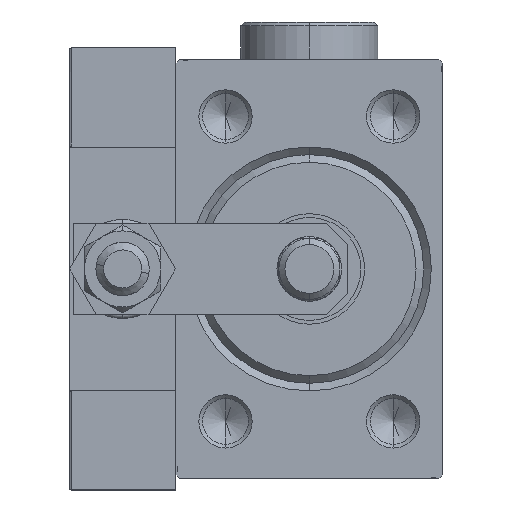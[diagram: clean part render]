
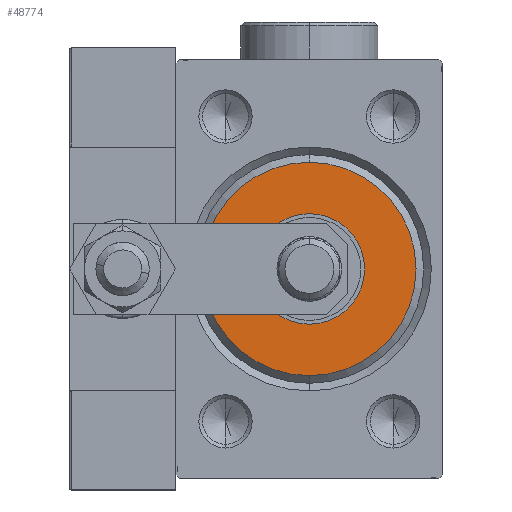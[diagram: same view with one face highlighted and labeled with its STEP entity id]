
A CAD part, left-side view. The second image highlights one B-rep face of the part: STEP entity #48774.
In plain terms, the highlighted face is planar.
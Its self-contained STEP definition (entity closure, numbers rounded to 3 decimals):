
#594 = DIRECTION ( 'NONE',  ( 0., 0., -1. ) ) ;
#643 = VERTEX_POINT ( 'NONE', #12997 ) ;
#4033 = ORIENTED_EDGE ( 'NONE', *, *, #26359, .T. ) ;
#5464 = DIRECTION ( 'NONE',  ( 0., 0., -1. ) ) ;
#8921 = DIRECTION ( 'NONE',  ( 1., 0., 0. ) ) ;
#8975 = VERTEX_POINT ( 'NONE', #11172 ) ;
#9483 = DIRECTION ( 'NONE',  ( 1., 0., 0. ) ) ;
#10803 = DIRECTION ( 'NONE',  ( 1., 0., 0. ) ) ;
#10887 = CIRCLE ( 'NONE', #17737, 14. ) ;
#11172 = CARTESIAN_POINT ( 'NONE',  ( 3., 0., 14. ) ) ;
#11180 = DIRECTION ( 'NONE',  ( 0., 0., -1. ) ) ;
#12997 = CARTESIAN_POINT ( 'NONE',  ( 3., 0., 7.25 ) ) ;
#17737 = AXIS2_PLACEMENT_3D ( 'NONE', #22604, #10803, #5464 ) ;
#20802 = VERTEX_POINT ( 'NONE', #21379 ) ;
#21379 = CARTESIAN_POINT ( 'NONE',  ( 3., 0., -7.25 ) ) ;
#22604 = CARTESIAN_POINT ( 'NONE',  ( 3., 0., 0. ) ) ;
#23698 = VERTEX_POINT ( 'NONE', #27989 ) ;
#25812 = PLANE ( 'NONE',  #52260 ) ;
#26359 = EDGE_CURVE ( 'NONE', #23698, #8975, #10887, .T. ) ;
#27157 = AXIS2_PLACEMENT_3D ( 'NONE', #43550, #34988, #51327 ) ;
#27989 = CARTESIAN_POINT ( 'NONE',  ( 3., 0., -14. ) ) ;
#28096 = EDGE_CURVE ( 'NONE', #643, #20802, #32279, .T. ) ;
#28286 = CARTESIAN_POINT ( 'NONE',  ( 3., 0., 0. ) ) ;
#29501 = EDGE_CURVE ( 'NONE', #20802, #643, #46914, .T. ) ;
#29555 = EDGE_LOOP ( 'NONE', ( #52014, #4033 ) ) ;
#32279 = CIRCLE ( 'NONE', #27157, 7.25 ) ;
#32765 = FACE_OUTER_BOUND ( 'NONE', #29555, .T. ) ;
#33322 = EDGE_LOOP ( 'NONE', ( #35099, #34051 ) ) ;
#34051 = ORIENTED_EDGE ( 'NONE', *, *, #28096, .F. ) ;
#34369 = CARTESIAN_POINT ( 'NONE',  ( 3., 0., 0. ) ) ;
#34988 = DIRECTION ( 'NONE',  ( 1., 0., 0. ) ) ;
#35099 = ORIENTED_EDGE ( 'NONE', *, *, #29501, .F. ) ;
#38914 = DIRECTION ( 'NONE',  ( 0., 0., -1. ) ) ;
#40079 = DIRECTION ( 'NONE',  ( 1., 0., 0. ) ) ;
#41039 = CARTESIAN_POINT ( 'NONE',  ( 3., 0., 0. ) ) ;
#41666 = EDGE_CURVE ( 'NONE', #8975, #23698, #49442, .T. ) ;
#43550 = CARTESIAN_POINT ( 'NONE',  ( 3., 0., 0. ) ) ;
#46072 = AXIS2_PLACEMENT_3D ( 'NONE', #28286, #40079, #11180 ) ;
#46437 = FACE_BOUND ( 'NONE', #33322, .T. ) ;
#46914 = CIRCLE ( 'NONE', #46072, 7.25 ) ;
#48606 = AXIS2_PLACEMENT_3D ( 'NONE', #41039, #8921, #594 ) ;
#48774 = ADVANCED_FACE ( 'NONE', ( #32765, #46437 ), #25812, .T. ) ;
#49442 = CIRCLE ( 'NONE', #48606, 14. ) ;
#51327 = DIRECTION ( 'NONE',  ( 0., 0., -1. ) ) ;
#52014 = ORIENTED_EDGE ( 'NONE', *, *, #41666, .T. ) ;
#52260 = AXIS2_PLACEMENT_3D ( 'NONE', #34369, #9483, #38914 ) ;
